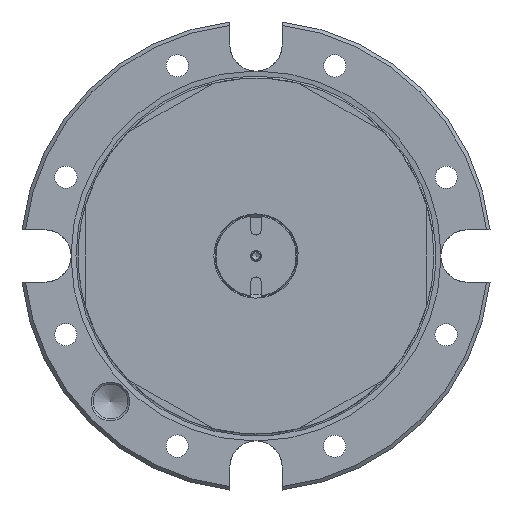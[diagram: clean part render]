
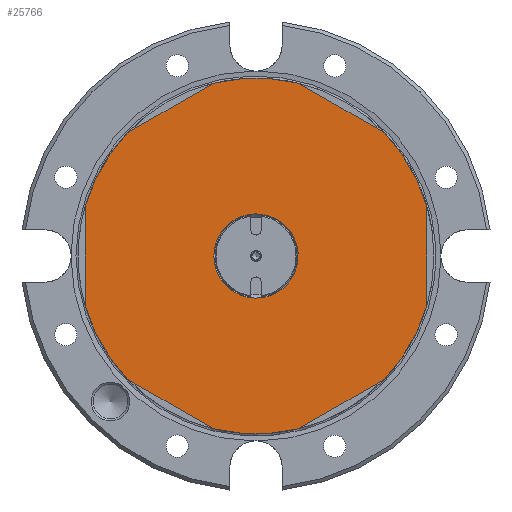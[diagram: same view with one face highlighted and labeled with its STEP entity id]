
A CAD part, front view. The second image highlights one B-rep face of the part: STEP entity #25766.
In plain terms, the highlighted planar face has unit normal (0, -1, 0).
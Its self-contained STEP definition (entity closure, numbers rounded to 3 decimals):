
#2628=LINE('',#50084,#4711);
#2631=LINE('',#50090,#4714);
#2634=LINE('',#50096,#4717);
#2637=LINE('',#50102,#4720);
#2640=LINE('',#50108,#4723);
#2644=LINE('',#50125,#4727);
#4711=VECTOR('',#31339,10.);
#4714=VECTOR('',#31344,10.);
#4717=VECTOR('',#31349,10.);
#4720=VECTOR('',#31354,10.);
#4723=VECTOR('',#31359,10.);
#4727=VECTOR('',#31385,10.);
#4991=FACE_BOUND('',#9907,.T.);
#6979=PLANE('',#26959);
#8336=FACE_OUTER_BOUND('',#9906,.T.);
#9906=EDGE_LOOP('',(#24281,#24282,#24283,#24284,#24285,#24286,#24287,#24288,
#24289,#24290,#24291,#24292));
#9907=EDGE_LOOP('',(#24293));
#10017=CIRCLE('',#25981,12.08);
#10239=CIRCLE('',#26948,51.);
#10240=CIRCLE('',#26950,51.);
#10241=CIRCLE('',#26952,51.);
#10242=CIRCLE('',#26954,51.);
#10243=CIRCLE('',#26956,51.);
#10244=CIRCLE('',#26960,51.);
#11468=VERTEX_POINT('',#32505);
#13696=VERTEX_POINT('',#50081);
#13697=VERTEX_POINT('',#50083);
#13698=VERTEX_POINT('',#50087);
#13699=VERTEX_POINT('',#50089);
#13700=VERTEX_POINT('',#50093);
#13701=VERTEX_POINT('',#50095);
#13702=VERTEX_POINT('',#50099);
#13703=VERTEX_POINT('',#50101);
#13704=VERTEX_POINT('',#50105);
#13705=VERTEX_POINT('',#50107);
#13706=VERTEX_POINT('',#50111);
#13707=VERTEX_POINT('',#50115);
#13899=EDGE_CURVE('',#11468,#11468,#10017,.T.);
#17216=EDGE_CURVE('',#13697,#13696,#2628,.T.);
#17219=EDGE_CURVE('',#13699,#13698,#2631,.T.);
#17222=EDGE_CURVE('',#13701,#13700,#2634,.T.);
#17225=EDGE_CURVE('',#13703,#13702,#2637,.T.);
#17228=EDGE_CURVE('',#13705,#13704,#2640,.T.);
#17230=EDGE_CURVE('',#13697,#13706,#10239,.T.);
#17233=EDGE_CURVE('',#13707,#13704,#10240,.T.);
#17234=EDGE_CURVE('',#13705,#13702,#10241,.T.);
#17235=EDGE_CURVE('',#13703,#13700,#10242,.T.);
#17236=EDGE_CURVE('',#13701,#13698,#10243,.T.);
#17237=EDGE_CURVE('',#13707,#13706,#2644,.T.);
#17238=EDGE_CURVE('',#13699,#13696,#10244,.T.);
#24281=ORIENTED_EDGE('',*,*,#17216,.T.);
#24282=ORIENTED_EDGE('',*,*,#17238,.F.);
#24283=ORIENTED_EDGE('',*,*,#17219,.T.);
#24284=ORIENTED_EDGE('',*,*,#17236,.F.);
#24285=ORIENTED_EDGE('',*,*,#17222,.T.);
#24286=ORIENTED_EDGE('',*,*,#17235,.F.);
#24287=ORIENTED_EDGE('',*,*,#17225,.T.);
#24288=ORIENTED_EDGE('',*,*,#17234,.F.);
#24289=ORIENTED_EDGE('',*,*,#17228,.T.);
#24290=ORIENTED_EDGE('',*,*,#17233,.F.);
#24291=ORIENTED_EDGE('',*,*,#17237,.T.);
#24292=ORIENTED_EDGE('',*,*,#17230,.F.);
#24293=ORIENTED_EDGE('',*,*,#13899,.F.);
#25766=ADVANCED_FACE('',(#8336,#4991),#6979,.T.);
#25981=AXIS2_PLACEMENT_3D('',#32506,#27377,#27378);
#26948=AXIS2_PLACEMENT_3D('',#50112,#31363,#31364);
#26950=AXIS2_PLACEMENT_3D('',#50117,#31369,#31370);
#26952=AXIS2_PLACEMENT_3D('',#50119,#31373,#31374);
#26954=AXIS2_PLACEMENT_3D('',#50121,#31377,#31378);
#26956=AXIS2_PLACEMENT_3D('',#50123,#31381,#31382);
#26959=AXIS2_PLACEMENT_3D('',#50127,#31388,#31389);
#26960=AXIS2_PLACEMENT_3D('',#50128,#31390,#31391);
#27377=DIRECTION('center_axis',(0.,-1.,0.));
#27378=DIRECTION('ref_axis',(1.,0.,0.));
#31339=DIRECTION('',(-0.866,0.,0.5));
#31344=DIRECTION('',(-0.866,0.,-0.5));
#31349=DIRECTION('',(0.,0.,-1.));
#31354=DIRECTION('',(0.866,0.,-0.5));
#31359=DIRECTION('',(0.866,0.,0.5));
#31363=DIRECTION('center_axis',(0.,1.,0.));
#31364=DIRECTION('ref_axis',(1.,0.,0.));
#31369=DIRECTION('center_axis',(0.,1.,0.));
#31370=DIRECTION('ref_axis',(1.,0.,0.));
#31373=DIRECTION('center_axis',(0.,1.,0.));
#31374=DIRECTION('ref_axis',(1.,0.,0.));
#31377=DIRECTION('center_axis',(0.,1.,0.));
#31378=DIRECTION('ref_axis',(1.,0.,0.));
#31381=DIRECTION('center_axis',(0.,1.,0.));
#31382=DIRECTION('ref_axis',(1.,0.,0.));
#31385=DIRECTION('',(0.,0.,1.));
#31388=DIRECTION('center_axis',(0.,-1.,0.));
#31389=DIRECTION('ref_axis',(0.,0.,
-1.));
#31390=DIRECTION('center_axis',(0.,1.,0.));
#31391=DIRECTION('ref_axis',(1.,0.,0.));
#32505=CARTESIAN_POINT('',(-12.08,-4.7,0.));
#32506=CARTESIAN_POINT('Origin',(0.,-4.7,0.));
#50081=CARTESIAN_POINT('',(12.253,-4.7,49.506));
#50083=CARTESIAN_POINT('',(36.747,-4.7,35.364));
#50084=CARTESIAN_POINT('',(-3.285,-4.7,58.477));
#50087=CARTESIAN_POINT('',(-36.747,-4.7,35.364));
#50089=CARTESIAN_POINT('',(-12.253,-4.7,49.506));
#50090=CARTESIAN_POINT('',(-52.285,-4.7,26.393));
#50093=CARTESIAN_POINT('',(-49.,-4.7,-14.142));
#50095=CARTESIAN_POINT('',(-49.,-4.7,14.142));
#50096=CARTESIAN_POINT('',(-49.,-4.7,-10.));
#50099=CARTESIAN_POINT('',(-12.253,-4.7,-49.506));
#50101=CARTESIAN_POINT('',(-36.747,-4.7,-35.364));
#50102=CARTESIAN_POINT('',(-34.965,-4.7,-36.393));
#50105=CARTESIAN_POINT('',(36.747,-4.7,-35.364));
#50107=CARTESIAN_POINT('',(12.253,-4.7,-49.506));
#50108=CARTESIAN_POINT('',(14.035,-4.7,-48.477));
#50111=CARTESIAN_POINT('',(49.,-4.7,14.142));
#50112=CARTESIAN_POINT('Origin',(0.,-4.7,0.));
#50115=CARTESIAN_POINT('',(49.,-4.7,-14.142));
#50117=CARTESIAN_POINT('Origin',(0.,-4.7,0.));
#50119=CARTESIAN_POINT('Origin',(0.,-4.7,0.));
#50121=CARTESIAN_POINT('Origin',(0.,-4.7,0.));
#50123=CARTESIAN_POINT('Origin',(0.,-4.7,0.));
#50125=CARTESIAN_POINT('',(49.,-4.7,10.));
#50127=CARTESIAN_POINT('Origin',(-51.,-4.7,0.));
#50128=CARTESIAN_POINT('Origin',(0.,-4.7,0.));
